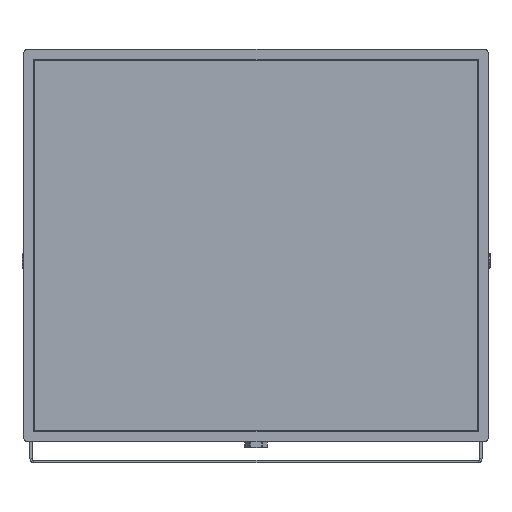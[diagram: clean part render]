
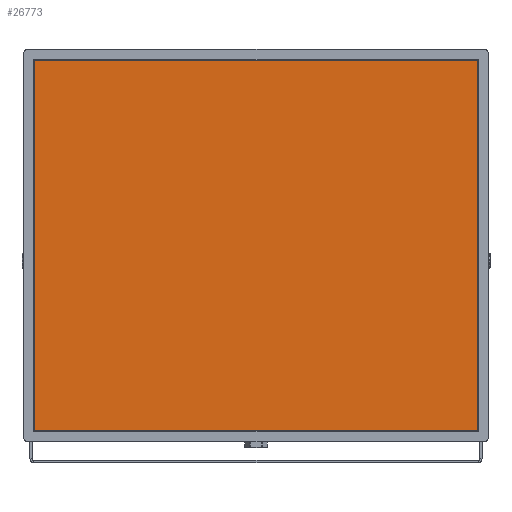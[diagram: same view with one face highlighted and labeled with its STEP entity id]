
A CAD part, top view. The second image highlights one B-rep face of the part: STEP entity #26773.
In plain terms, the highlighted face is planar.
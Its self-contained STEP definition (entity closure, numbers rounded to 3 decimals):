
#422 = CARTESIAN_POINT ( 'NONE',  ( -153., 33.8, 128. ) ) ;
#958 = DIRECTION ( 'NONE',  ( 0., 0., -1. ) ) ;
#3217 = VERTEX_POINT ( 'NONE', #8727 ) ;
#4491 = VECTOR ( 'NONE', #11782, 1000. ) ;
#5989 = ORIENTED_EDGE ( 'NONE', *, *, #27866, .F. ) ;
#7293 = VECTOR ( 'NONE', #17071, 1000. ) ;
#7999 = CARTESIAN_POINT ( 'NONE',  ( -153., 33.8, -128. ) ) ;
#8418 = LINE ( 'NONE', #7999, #7293 ) ;
#8727 = CARTESIAN_POINT ( 'NONE',  ( 153., 33.8, -128. ) ) ;
#8741 = EDGE_CURVE ( 'NONE', #25957, #25632, #9476, .T. ) ;
#9476 = LINE ( 'NONE', #422, #21782 ) ;
#10510 = ORIENTED_EDGE ( 'NONE', *, *, #15490, .F. ) ;
#11782 = DIRECTION ( 'NONE',  ( 0., 0., 1. ) ) ;
#12245 = ORIENTED_EDGE ( 'NONE', *, *, #8741, .F. ) ;
#13271 = ORIENTED_EDGE ( 'NONE', *, *, #26508, .F. ) ;
#14371 = CARTESIAN_POINT ( 'NONE',  ( 153., 33.8, 128. ) ) ;
#14494 = VERTEX_POINT ( 'NONE', #24541 ) ;
#15490 = EDGE_CURVE ( 'NONE', #14494, #3217, #20682, .T. ) ;
#16218 = DIRECTION ( 'NONE',  ( 0., -1., 0. ) ) ;
#17071 = DIRECTION ( 'NONE',  ( 0., 0., -1. ) ) ;
#17326 = EDGE_LOOP ( 'NONE', ( #13271, #10510, #5989, #12245 ) ) ;
#17825 = AXIS2_PLACEMENT_3D ( 'NONE', #26858, #16218, #958 ) ;
#18427 = CARTESIAN_POINT ( 'NONE',  ( -153., 33.8, 128. ) ) ;
#20682 = LINE ( 'NONE', #27291, #27774 ) ;
#20684 = FACE_OUTER_BOUND ( 'NONE', #17326, .T. ) ;
#21782 = VECTOR ( 'NONE', #26627, 1000. ) ;
#22028 = LINE ( 'NONE', #14371, #4491 ) ;
#24541 = CARTESIAN_POINT ( 'NONE',  ( -153., 33.8, -128. ) ) ;
#24942 = CARTESIAN_POINT ( 'NONE',  ( 153., 33.8, 128. ) ) ;
#25632 = VERTEX_POINT ( 'NONE', #18427 ) ;
#25957 = VERTEX_POINT ( 'NONE', #24942 ) ;
#26508 = EDGE_CURVE ( 'NONE', #3217, #25957, #22028, .T. ) ;
#26627 = DIRECTION ( 'NONE',  ( -1., 0., 0. ) ) ;
#26773 = ADVANCED_FACE ( 'NONE', ( #20684 ), #27293, .F. ) ;
#26858 = CARTESIAN_POINT ( 'NONE',  ( 0., 33.8, 0. ) ) ;
#27291 = CARTESIAN_POINT ( 'NONE',  ( 153., 33.8, -128. ) ) ;
#27293 = PLANE ( 'NONE',  #17825 ) ;
#27580 = DIRECTION ( 'NONE',  ( 1., 0., 0. ) ) ;
#27774 = VECTOR ( 'NONE', #27580, 1000. ) ;
#27866 = EDGE_CURVE ( 'NONE', #25632, #14494, #8418, .T. ) ;
